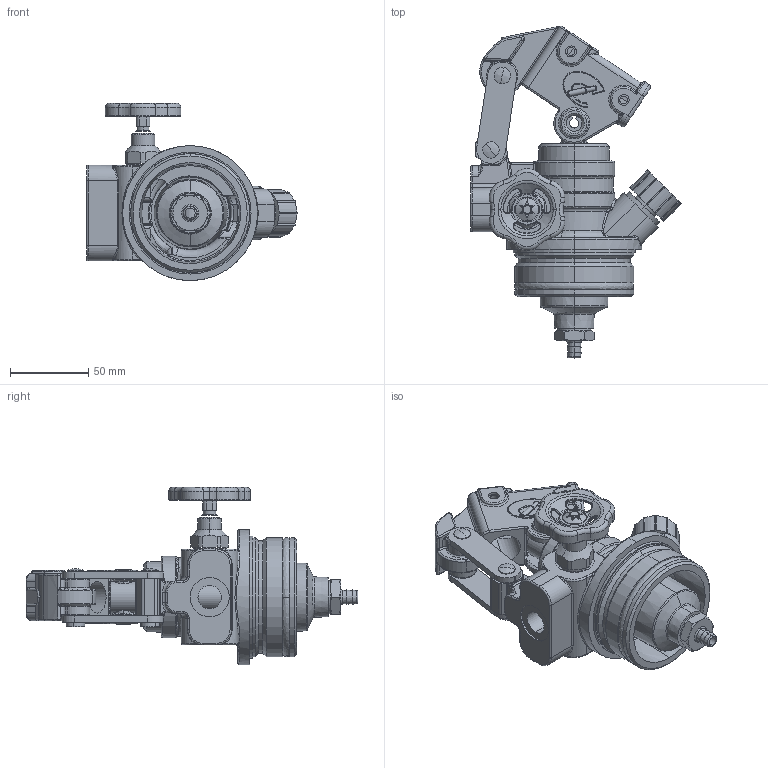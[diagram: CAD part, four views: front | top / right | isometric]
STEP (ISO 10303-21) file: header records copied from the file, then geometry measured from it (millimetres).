
FILE_DESCRIPTION (( 'STEP AP203' ), '1' );
FILE_NAME ('P16S1.STEP', '2010-12-21T14:52:29', ( 'Chapel' ), ( 'Chapel' ), 'SwSTEP 2.0', 'SolidWorks 2007', '' );
FILE_SCHEMA (( 'CONFIG_CONTROL_DESIGN' ));
Length unit declared in the file: millimetre
Products named in the file (1): P16S1
Bounding box: 134.36 x 211.51 x 112.9 mm (x, y, z)
Surface area: 106090.5 mm2 (no closed solid volume)
Topology: 0 solids, 33 shells, 1125 faces, 3067 edges, 1874 vertices
Faces by surface type: cylinder 417, torus 249, bspline 207, plane 162, cone 73, sphere 17
Entity records: 46422 total; most frequent: CARTESIAN_POINT 19643, DIRECTION 5727, ORIENTED_EDGE 5439, EDGE_CURVE 3015, AXIS2_PLACEMENT_3D 2455, VERTEX_POINT 1872, CIRCLE 1536, EDGE_LOOP 1182
